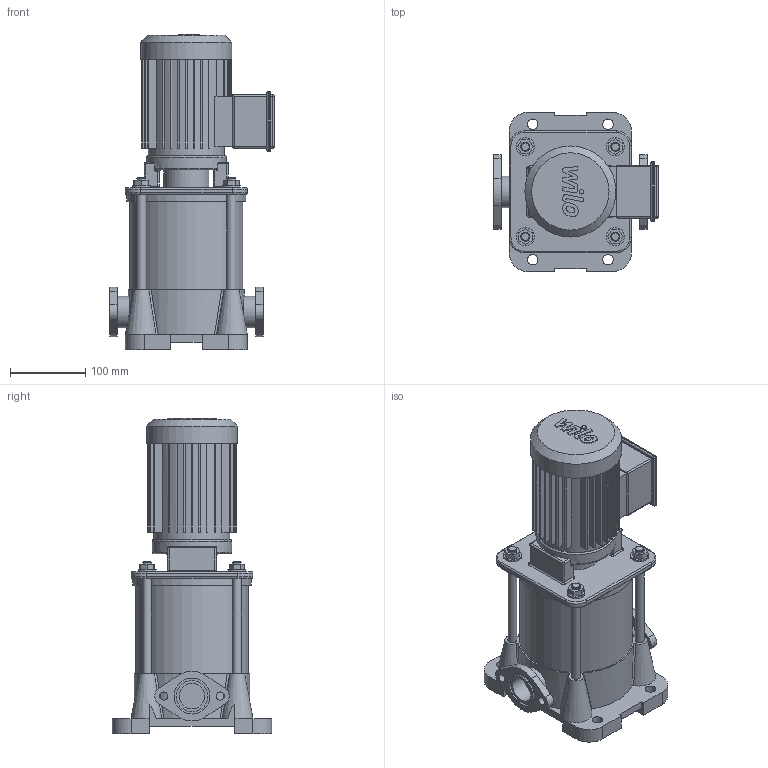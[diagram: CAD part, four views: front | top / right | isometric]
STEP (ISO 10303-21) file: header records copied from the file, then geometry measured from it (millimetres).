
FILE_DESCRIPTION(/* description */ (''),/* implementation_level */ '2;1');
FILE_NAME(/* name */ '3d_MVIL102-16_E_1-230-50-2-4087791.stp',/* time_stamp */ '2017-01-31T19:19:16+01:00',/* author */ ('Łukasz'),/* organization */ (''),/* preprocessor_version */ 'ST-DEVELOPER v16.1',/* originating_system */ 'AutoCAD Mechanical',/* authorisation */ '');
FILE_SCHEMA (('AUTOMOTIVE_DESIGN { 1 0 10303 214 3 1 1 }'));
Length unit declared in the file: millimetre
Products named in the file (1): Product
Bounding box: 219 x 212 x 419.2 mm (x, y, z)
Volume: 6609149 mm3; surface area: 511254.7 mm2
Topology: 14 solids, 14 shells, 497 faces, 1233 edges, 769 vertices
Faces by surface type: plane 255, cylinder 153, bspline 38, torus 23, sphere 18, cone 10
Full cylindrical faces by diameter (mm): 11 x4, 12 x8, 14 x4, 24 x4, 33.7 x4, 41.7 x4, 47.7 x2, 60 x1, 101 x1, 106 x1, 121 x1, 150 x1, 158 x1
Entity records: 15819 total; most frequent: CARTESIAN_POINT 4225, DIRECTION 2377, ORIENTED_EDGE 2338, EDGE_CURVE 1169, AXIS2_PLACEMENT_3D 858, VERTEX_POINT 766, LINE 661, VECTOR 661
